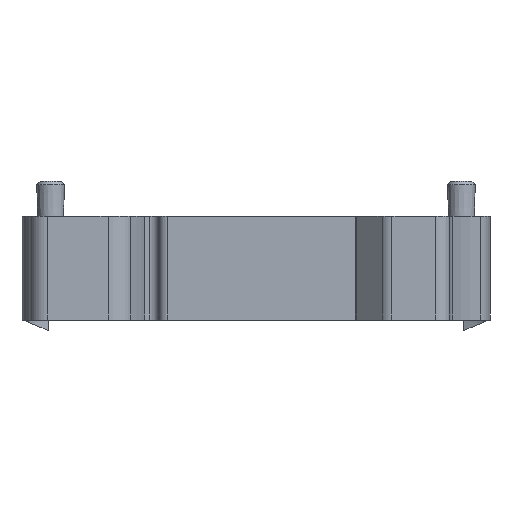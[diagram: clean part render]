
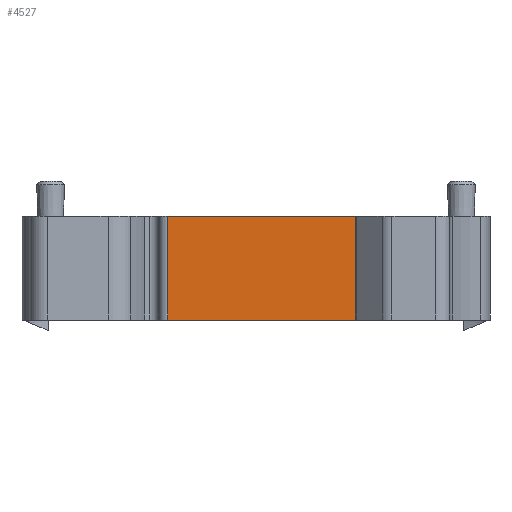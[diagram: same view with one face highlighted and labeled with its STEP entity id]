
A CAD part, front view. The second image highlights one B-rep face of the part: STEP entity #4527.
In plain terms, the highlighted planar face has unit normal (0, -1, 0).
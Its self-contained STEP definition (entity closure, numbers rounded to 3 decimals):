
#201 = EDGE_CURVE ( 'NONE', #4286, #3190, #7557, .T. ) ;
#537 = AXIS2_PLACEMENT_3D ( 'NONE', #7867, #8536, #4606 ) ;
#616 = ORIENTED_EDGE ( 'NONE', *, *, #3007, .F. ) ;
#1751 = FACE_OUTER_BOUND ( 'NONE', #5845, .T. ) ;
#2009 = CARTESIAN_POINT ( 'NONE',  ( 6.332, -1., 6. ) ) ;
#2432 = LINE ( 'NONE', #7749, #6176 ) ;
#2613 = PLANE ( 'NONE',  #537 ) ;
#2734 = CARTESIAN_POINT ( 'NONE',  ( 6.332, -1., 6. ) ) ;
#2835 = VERTEX_POINT ( 'NONE', #4358 ) ;
#3007 = EDGE_CURVE ( 'NONE', #3190, #2835, #2432, .T. ) ;
#3140 = DIRECTION ( 'NONE',  ( 0., 0., -1. ) ) ;
#3190 = VERTEX_POINT ( 'NONE', #2009 ) ;
#3391 = DIRECTION ( 'NONE',  ( 1., 0., 0. ) ) ;
#3439 = EDGE_CURVE ( 'NONE', #4286, #4021, #5963, .T. ) ;
#3671 = CARTESIAN_POINT ( 'NONE',  ( -5.105, -1., 6. ) ) ;
#4021 = VERTEX_POINT ( 'NONE', #7965 ) ;
#4198 = VECTOR ( 'NONE', #5946, 1000. ) ;
#4286 = VERTEX_POINT ( 'NONE', #3671 ) ;
#4358 = CARTESIAN_POINT ( 'NONE',  ( 6.332, -1., 0. ) ) ;
#4527 = ADVANCED_FACE ( 'NONE', ( #1751 ), #2613, .F. ) ;
#4590 = EDGE_CURVE ( 'NONE', #4021, #2835, #4882, .T. ) ;
#4606 = DIRECTION ( 'NONE',  ( -1., 0., 0. ) ) ;
#4611 = CARTESIAN_POINT ( 'NONE',  ( -5.105, -1., 6. ) ) ;
#4882 = LINE ( 'NONE', #7955, #7942 ) ;
#5829 = VECTOR ( 'NONE', #3391, 1000. ) ;
#5845 = EDGE_LOOP ( 'NONE', ( #616, #7487, #7788, #7195 ) ) ;
#5946 = DIRECTION ( 'NONE',  ( 0., 0., -1. ) ) ;
#5963 = LINE ( 'NONE', #4611, #4198 ) ;
#6024 = DIRECTION ( 'NONE',  ( 1., 0., 0. ) ) ;
#6176 = VECTOR ( 'NONE', #3140, 1000. ) ;
#7195 = ORIENTED_EDGE ( 'NONE', *, *, #4590, .T. ) ;
#7487 = ORIENTED_EDGE ( 'NONE', *, *, #201, .F. ) ;
#7557 = LINE ( 'NONE', #2734, #5829 ) ;
#7749 = CARTESIAN_POINT ( 'NONE',  ( 6.332, -1., 6. ) ) ;
#7788 = ORIENTED_EDGE ( 'NONE', *, *, #3439, .T. ) ;
#7867 = CARTESIAN_POINT ( 'NONE',  ( 6.332, -1., 6. ) ) ;
#7942 = VECTOR ( 'NONE', #6024, 1000. ) ;
#7955 = CARTESIAN_POINT ( 'NONE',  ( 6.332, -1., 0. ) ) ;
#7965 = CARTESIAN_POINT ( 'NONE',  ( -5.105, -1., 0. ) ) ;
#8536 = DIRECTION ( 'NONE',  ( 0., 1., 0. ) ) ;
